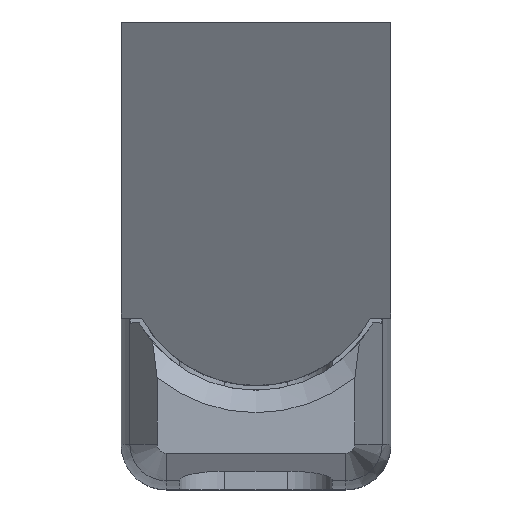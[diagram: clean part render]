
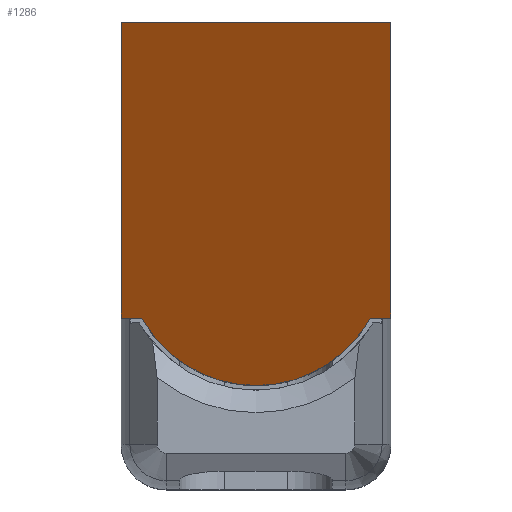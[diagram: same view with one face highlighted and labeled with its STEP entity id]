
A CAD part, top view. The second image highlights one B-rep face of the part: STEP entity #1286.
In plain terms, the highlighted planar face has unit normal (0, -0.5, 0.866).
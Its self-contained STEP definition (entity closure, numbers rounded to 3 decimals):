
#60=PLANE('',#1432);
#96=ELLIPSE('',#1433,3.349,2.9);
#168=FACE_OUTER_BOUND('',#238,.T.);
#238=EDGE_LOOP('',(#1179,#1180,#1181,#1182,#1183,#1184));
#339=LINE('',#2266,#451);
#344=LINE('',#2280,#456);
#347=LINE('',#2285,#459);
#350=LINE('',#2292,#462);
#352=LINE('',#2295,#464);
#451=VECTOR('',#1778,10.);
#456=VECTOR('',#1791,10.);
#459=VECTOR('',#1796,10.);
#462=VECTOR('',#1803,10.);
#464=VECTOR('',#1807,10.);
#614=VERTEX_POINT('',#2263);
#615=VERTEX_POINT('',#2265);
#619=VERTEX_POINT('',#2277);
#620=VERTEX_POINT('',#2279);
#621=VERTEX_POINT('',#2283);
#623=VERTEX_POINT('',#2291);
#797=EDGE_CURVE('',#615,#614,#339,.T.);
#804=EDGE_CURVE('',#620,#619,#344,.T.);
#807=EDGE_CURVE('',#619,#621,#347,.T.);
#810=EDGE_CURVE('',#623,#620,#350,.T.);
#812=EDGE_CURVE('',#614,#623,#352,.T.);
#813=EDGE_CURVE('',#621,#615,#96,.T.);
#1179=ORIENTED_EDGE('',*,*,#812,.T.);
#1180=ORIENTED_EDGE('',*,*,#810,.T.);
#1181=ORIENTED_EDGE('',*,*,#804,.T.);
#1182=ORIENTED_EDGE('',*,*,#807,.T.);
#1183=ORIENTED_EDGE('',*,*,#813,.T.);
#1184=ORIENTED_EDGE('',*,*,#797,.T.);
#1286=ADVANCED_FACE('',(#168),#60,.T.);
#1432=AXIS2_PLACEMENT_3D('',#2294,#1805,#1806);
#1433=AXIS2_PLACEMENT_3D('',#2296,#1808,#1809);
#1778=DIRECTION('',(1.,0.,0.));
#1791=DIRECTION('',(0.,-0.866,-0.5));
#1796=DIRECTION('',(1.,0.,0.));
#1803=DIRECTION('',(-1.,0.,0.));
#1805=DIRECTION('center_axis',(0.,-0.5,0.866));
#1806=DIRECTION('ref_axis',(1.,0.,0.));
#1807=DIRECTION('',(0.,0.866,0.5));
#1808=DIRECTION('center_axis',(0.,-0.5,0.866));
#1809=DIRECTION('ref_axis',(0.,-0.866,-0.5));
#2263=CARTESIAN_POINT('',(3.,-1.4,-0.7));
#2265=CARTESIAN_POINT('',(2.54,-1.4,-0.7));
#2266=CARTESIAN_POINT('',(1.27,-1.4,-0.7));
#2277=CARTESIAN_POINT('',(-3.,-1.4,-0.7));
#2279=CARTESIAN_POINT('',(-3.,5.173,3.095));
#2280=CARTESIAN_POINT('',(-3.,-0.951,-0.441));
#2283=CARTESIAN_POINT('',(-2.54,-1.4,-0.7));
#2285=CARTESIAN_POINT('',(-1.5,-1.4,-0.7));
#2291=CARTESIAN_POINT('',(3.,5.173,3.095));
#2292=CARTESIAN_POINT('',(1.5,5.173,3.095));
#2294=CARTESIAN_POINT('Origin',(0.,0.797,
0.568));
#2295=CARTESIAN_POINT('',(3.,-0.576,-0.224));
#2296=CARTESIAN_POINT('Origin',(0.,0.,
0.108));
